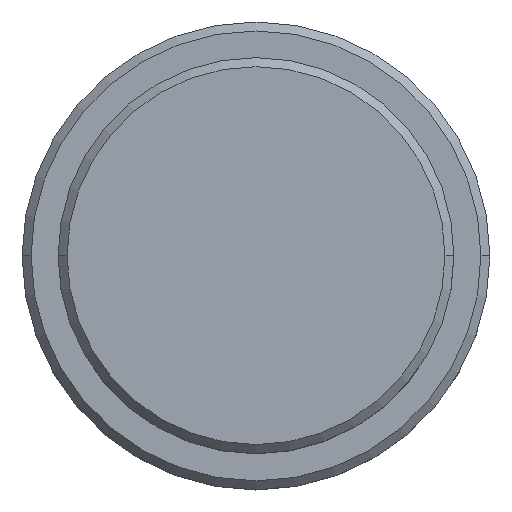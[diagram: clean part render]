
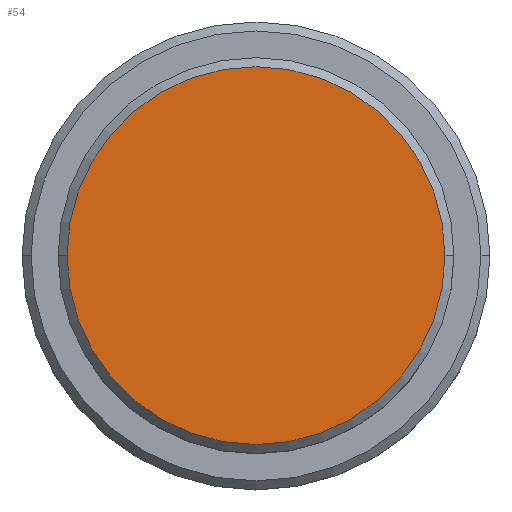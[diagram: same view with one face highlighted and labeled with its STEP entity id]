
A CAD part, top view. The second image highlights one B-rep face of the part: STEP entity #54.
In plain terms, the highlighted planar face has unit normal (0, 0, 1).
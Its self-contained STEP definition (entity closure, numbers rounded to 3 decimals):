
#26 = AXIS2_PLACEMENT_3D ( 'NONE', #720, #1021, #374 ) ;
#35 = AXIS2_PLACEMENT_3D ( 'NONE', #1259, #912, #709 ) ;
#54 = ADVANCED_FACE ( 'NONE', ( #704 ), #1263, .T. ) ;
#144 = AXIS2_PLACEMENT_3D ( 'NONE', #386, #813, #508 ) ;
#304 = VERTEX_POINT ( 'NONE', #349 ) ;
#324 = VERTEX_POINT ( 'NONE', #371 ) ;
#349 = CARTESIAN_POINT ( 'NONE',  ( 10.5, 0., 0. ) ) ;
#371 = CARTESIAN_POINT ( 'NONE',  ( -10.5, 0., 0. ) ) ;
#374 = DIRECTION ( 'NONE',  ( 1., 0., 0. ) ) ;
#386 = CARTESIAN_POINT ( 'NONE',  ( 0., 0., 0. ) ) ;
#395 = CIRCLE ( 'NONE', #35, 10.5 ) ;
#508 = DIRECTION ( 'NONE',  ( 1., 0., 0. ) ) ;
#650 = EDGE_CURVE ( 'NONE', #304, #324, #755, .T. ) ;
#704 = FACE_OUTER_BOUND ( 'NONE', #780, .T. ) ;
#709 = DIRECTION ( 'NONE',  ( 1., 0., 0. ) ) ;
#720 = CARTESIAN_POINT ( 'NONE',  ( 0., 0., 0. ) ) ;
#755 = CIRCLE ( 'NONE', #144, 10.5 ) ;
#780 = EDGE_LOOP ( 'NONE', ( #1290, #1154 ) ) ;
#813 = DIRECTION ( 'NONE',  ( 0., 0., 1. ) ) ;
#912 = DIRECTION ( 'NONE',  ( 0., 0., 1. ) ) ;
#1021 = DIRECTION ( 'NONE',  ( 0., 0., 1. ) ) ;
#1109 = EDGE_CURVE ( 'NONE', #324, #304, #395, .T. ) ;
#1154 = ORIENTED_EDGE ( 'NONE', *, *, #650, .T. ) ;
#1259 = CARTESIAN_POINT ( 'NONE',  ( 0., 0., 0. ) ) ;
#1263 = PLANE ( 'NONE',  #26 ) ;
#1290 = ORIENTED_EDGE ( 'NONE', *, *, #1109, .T. ) ;
